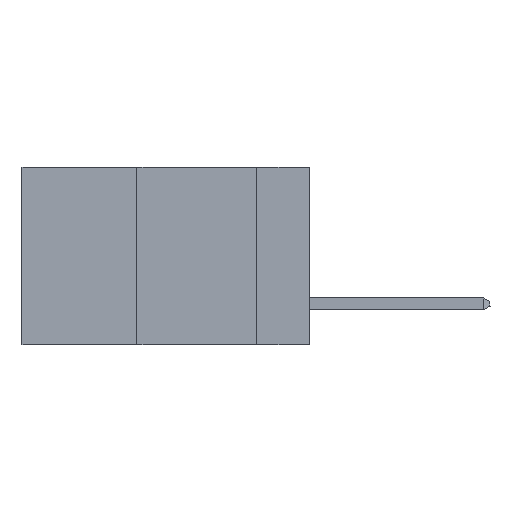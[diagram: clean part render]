
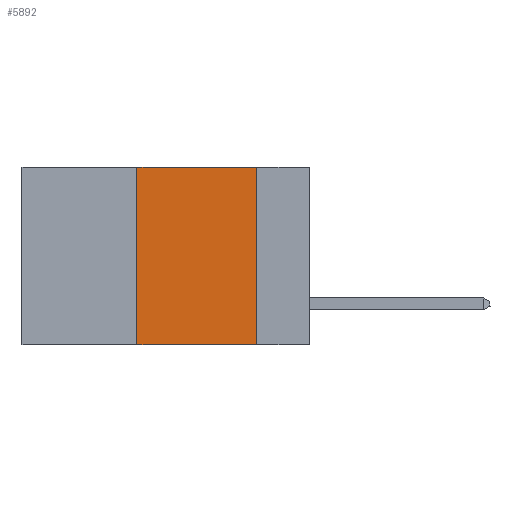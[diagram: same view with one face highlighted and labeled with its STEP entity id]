
A CAD part, left-side view. The second image highlights one B-rep face of the part: STEP entity #5892.
In plain terms, the highlighted planar face has unit normal (-1, 0, 0).
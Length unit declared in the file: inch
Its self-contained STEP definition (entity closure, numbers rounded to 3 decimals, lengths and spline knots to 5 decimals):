
#30 = ORIENTED_EDGE ( 'NONE', *, *, #1584, .F. ) ;
#38 = EDGE_LOOP ( 'NONE', ( #4049, #3953, #30, #1724 ) ) ;
#165 = EDGE_CURVE ( 'NONE', #6390, #842, #9064, .T. ) ;
#432 = CARTESIAN_POINT ( 'NONE',  ( 0., 0.36, -0.37 ) ) ;
#487 = DIRECTION ( 'NONE',  ( 0., 0., 1. ) ) ;
#842 = VERTEX_POINT ( 'NONE', #4272 ) ;
#1538 = CARTESIAN_POINT ( 'NONE',  ( 0., 0.6, 0. ) ) ;
#1584 = EDGE_CURVE ( 'NONE', #8841, #2194, #4776, .T. ) ;
#1657 = CARTESIAN_POINT ( 'NONE',  ( 0., 0.6, -0.37 ) ) ;
#1693 = VECTOR ( 'NONE', #3098, 39.37008 ) ;
#1724 = ORIENTED_EDGE ( 'NONE', *, *, #9633, .T. ) ;
#1940 = LINE ( 'NONE', #1657, #1693 ) ;
#1947 = VECTOR ( 'NONE', #487, 39.37008 ) ;
#2081 = CARTESIAN_POINT ( 'NONE',  ( 0., 0.11, 0. ) ) ;
#2194 = VERTEX_POINT ( 'NONE', #3632 ) ;
#2740 = FACE_OUTER_BOUND ( 'NONE', #38, .T. ) ;
#2936 = DIRECTION ( 'NONE',  ( 0., 0., -1. ) ) ;
#3098 = DIRECTION ( 'NONE',  ( 0., -1., 0. ) ) ;
#3180 = VECTOR ( 'NONE', #7024, 39.37008 ) ;
#3632 = CARTESIAN_POINT ( 'NONE',  ( 0., 0.36, 0. ) ) ;
#3660 = PLANE ( 'NONE',  #8741 ) ;
#3953 = ORIENTED_EDGE ( 'NONE', *, *, #9062, .F. ) ;
#4049 = ORIENTED_EDGE ( 'NONE', *, *, #165, .F. ) ;
#4272 = CARTESIAN_POINT ( 'NONE',  ( 0., 0.11, -0.37 ) ) ;
#4458 = CARTESIAN_POINT ( 'NONE',  ( 0., 0.11, 0. ) ) ;
#4776 = LINE ( 'NONE', #5158, #1947 ) ;
#5158 = CARTESIAN_POINT ( 'NONE',  ( 0., 0.36, 0. ) ) ;
#5195 = CARTESIAN_POINT ( 'NONE',  ( 0., 0.6, 0. ) ) ;
#5892 = ADVANCED_FACE ( 'NONE', ( #2740 ), #3660, .F. ) ;
#6372 = LINE ( 'NONE', #1538, #3180 ) ;
#6390 = VERTEX_POINT ( 'NONE', #2081 ) ;
#7024 = DIRECTION ( 'NONE',  ( 0., -1., 0. ) ) ;
#8080 = VECTOR ( 'NONE', #10027, 39.37008 ) ;
#8741 = AXIS2_PLACEMENT_3D ( 'NONE', #5195, #9165, #2936 ) ;
#8841 = VERTEX_POINT ( 'NONE', #432 ) ;
#9062 = EDGE_CURVE ( 'NONE', #2194, #6390, #6372, .T. ) ;
#9064 = LINE ( 'NONE', #4458, #8080 ) ;
#9165 = DIRECTION ( 'NONE',  ( 1., 0., 0. ) ) ;
#9633 = EDGE_CURVE ( 'NONE', #8841, #842, #1940, .T. ) ;
#10027 = DIRECTION ( 'NONE',  ( 0., 0., -1. ) ) ;
